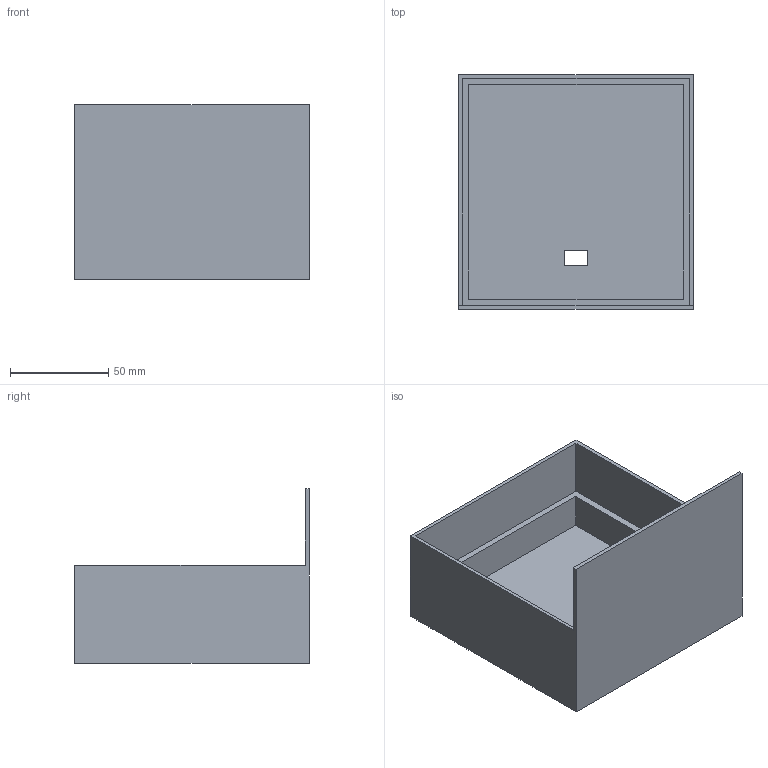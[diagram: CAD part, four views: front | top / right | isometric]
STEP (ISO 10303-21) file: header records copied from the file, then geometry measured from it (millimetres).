
FILE_DESCRIPTION(/* description */ (''),/* implementation_level */ '2;1');
FILE_NAME(/* name */ 'part2JopIoT.step',/* time_stamp */ '2023-10-17T22:32:04+02:00',/* author */ (''),/* organization */ (''),/* preprocessor_version */ 'ST-DEVELOPER v20',/* originating_system */ 'Autodesk Translation Framework v12.14.0.127',/* authorisation */ '');
FILE_SCHEMA (('AUTOMOTIVE_DESIGN { 1 0 10303 214 3 1 1 }'));
Length unit declared in the file: millimetre
Products named in the file (1): part2JopIoT
Bounding box: 119.5 x 119.5 x 89 mm (x, y, z)
Volume: 108597.5 mm3; surface area: 83552.5 mm2
Topology: 1 solids, 1 shells, 21 faces, 54 edges, 36 vertices
Faces by surface type: plane 21
Entity records: 665 total; most frequent: CARTESIAN_POINT 112, ORIENTED_EDGE 108, DIRECTION 98, LINE 54, VECTOR 54, EDGE_CURVE 54, VERTEX_POINT 36, EDGE_LOOP 24
